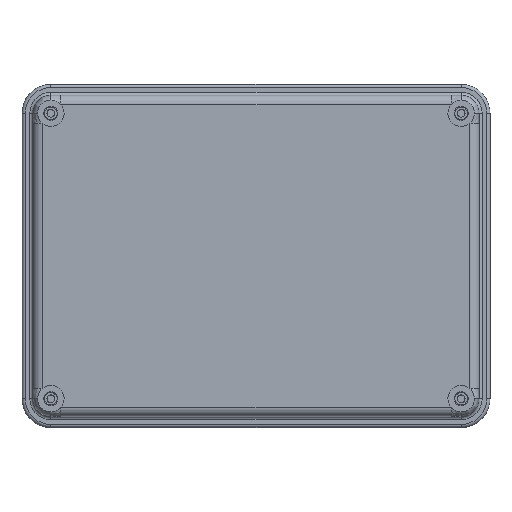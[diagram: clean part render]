
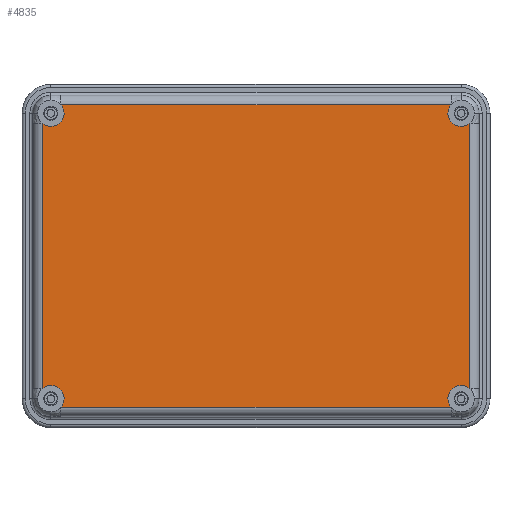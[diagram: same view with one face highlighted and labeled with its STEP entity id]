
A CAD part, top view. The second image highlights one B-rep face of the part: STEP entity #4835.
In plain terms, the highlighted planar face has unit normal (0, 0, 1).
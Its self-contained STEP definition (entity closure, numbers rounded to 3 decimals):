
#20 = EDGE_CURVE ( 'NONE', #813, #7913, #13597, .T. ) ;
#39 = VERTEX_POINT ( 'NONE', #3971 ) ;
#112 = DIRECTION ( 'NONE',  ( 0., 0., 1. ) ) ;
#212 = CARTESIAN_POINT ( 'NONE',  ( -62.51, -48.5, 68.5 ) ) ;
#342 = ORIENTED_EDGE ( 'NONE', *, *, #4446, .F. ) ;
#533 = CIRCLE ( 'NONE', #5208, 4.25 ) ;
#628 = EDGE_CURVE ( 'NONE', #10570, #39, #17716, .T. ) ;
#813 = VERTEX_POINT ( 'NONE', #14378 ) ;
#1249 = VECTOR ( 'NONE', #8236, 1000. ) ;
#1520 = CIRCLE ( 'NONE', #12971, 4.25 ) ;
#1529 = DIRECTION ( 'NONE',  ( -1., 0., 0. ) ) ;
#1729 = DIRECTION ( 'NONE',  ( -1., 0., 0. ) ) ;
#2249 = DIRECTION ( 'NONE',  ( 0., 0., 1. ) ) ;
#2551 = CARTESIAN_POINT ( 'NONE',  ( 68.5, 45.75, 68.5 ) ) ;
#2691 = CARTESIAN_POINT ( 'NONE',  ( -61.5, 45.75, 68.5 ) ) ;
#2895 = CARTESIAN_POINT ( 'NONE',  ( -65.75, 48.5, 68.5 ) ) ;
#3546 = DIRECTION ( 'NONE',  ( 1., 0., 0. ) ) ;
#3795 = PLANE ( 'NONE',  #17818 ) ;
#3921 = CARTESIAN_POINT ( 'NONE',  ( 68.5, -42.51, 68.5 ) ) ;
#3971 = CARTESIAN_POINT ( 'NONE',  ( 68.5, 42.51, 68.5 ) ) ;
#4218 = VERTEX_POINT ( 'NONE', #13145 ) ;
#4303 = CARTESIAN_POINT ( 'NONE',  ( -65.75, 45.75, 68.5 ) ) ;
#4446 = EDGE_CURVE ( 'NONE', #8118, #15002, #5479, .T. ) ;
#4477 = DIRECTION ( 'NONE',  ( 0., 0., 1. ) ) ;
#4781 = EDGE_CURVE ( 'NONE', #7386, #4218, #533, .T. ) ;
#4835 = ADVANCED_FACE ( 'NONE', ( #11263 ), #3795, .F. ) ;
#5078 = AXIS2_PLACEMENT_3D ( 'NONE', #4303, #4477, #1729 ) ;
#5208 = AXIS2_PLACEMENT_3D ( 'NONE', #14545, #16880, #1529 ) ;
#5340 = CARTESIAN_POINT ( 'NONE',  ( 65.75, -45.75, 68.5 ) ) ;
#5438 = CIRCLE ( 'NONE', #15717, 4.25 ) ;
#5479 = CIRCLE ( 'NONE', #11090, 4.25 ) ;
#5491 = DIRECTION ( 'NONE',  ( -1., 0., 0. ) ) ;
#5601 = DIRECTION ( 'NONE',  ( -1., 0., 0. ) ) ;
#5856 = CIRCLE ( 'NONE', #6716, 4.25 ) ;
#5901 = ORIENTED_EDGE ( 'NONE', *, *, #6751, .F. ) ;
#6483 = LINE ( 'NONE', #16133, #6845 ) ;
#6678 = DIRECTION ( 'NONE',  ( 0., 1., 0. ) ) ;
#6716 = AXIS2_PLACEMENT_3D ( 'NONE', #9222, #2249, #14043 ) ;
#6751 = EDGE_CURVE ( 'NONE', #10570, #813, #5856, .T. ) ;
#6759 = CARTESIAN_POINT ( 'NONE',  ( -68.5, 42.51, 68.5 ) ) ;
#6845 = VECTOR ( 'NONE', #3546, 1000. ) ;
#7022 = LINE ( 'NONE', #2895, #11788 ) ;
#7198 = CARTESIAN_POINT ( 'NONE',  ( 62.51, 48.5, 68.5 ) ) ;
#7280 = EDGE_LOOP ( 'NONE', ( #342, #12823, #17570, #12875, #15521, #14162, #5901, #13993, #9918, #15105, #11142, #17806 ) ) ;
#7386 = VERTEX_POINT ( 'NONE', #9376 ) ;
#7494 = VERTEX_POINT ( 'NONE', #212 ) ;
#7913 = VERTEX_POINT ( 'NONE', #15418 ) ;
#8085 = CARTESIAN_POINT ( 'NONE',  ( -65.75, -45.75, 68.5 ) ) ;
#8118 = VERTEX_POINT ( 'NONE', #6759 ) ;
#8149 = CARTESIAN_POINT ( 'NONE',  ( 65.75, 45.75, 68.5 ) ) ;
#8236 = DIRECTION ( 'NONE',  ( 0., -1., 0. ) ) ;
#8905 = AXIS2_PLACEMENT_3D ( 'NONE', #5340, #16556, #16374 ) ;
#9150 = AXIS2_PLACEMENT_3D ( 'NONE', #8085, #18021, #13691 ) ;
#9180 = CIRCLE ( 'NONE', #5078, 4.25 ) ;
#9222 = CARTESIAN_POINT ( 'NONE',  ( 65.75, -45.75, 68.5 ) ) ;
#9376 = CARTESIAN_POINT ( 'NONE',  ( -61.5, -45.75, 68.5 ) ) ;
#9713 = EDGE_CURVE ( 'NONE', #17310, #14364, #7022, .T. ) ;
#9796 = VECTOR ( 'NONE', #6678, 1000. ) ;
#9918 = ORIENTED_EDGE ( 'NONE', *, *, #14213, .F. ) ;
#10202 = CARTESIAN_POINT ( 'NONE',  ( 65.75, 45.75, 68.5 ) ) ;
#10570 = VERTEX_POINT ( 'NONE', #3921 ) ;
#11090 = AXIS2_PLACEMENT_3D ( 'NONE', #12846, #15597, #15421 ) ;
#11095 = CARTESIAN_POINT ( 'NONE',  ( -68.5, -45.75, 68.5 ) ) ;
#11142 = ORIENTED_EDGE ( 'NONE', *, *, #9713, .T. ) ;
#11263 = FACE_OUTER_BOUND ( 'NONE', #7280, .T. ) ;
#11788 = VECTOR ( 'NONE', #12446, 1000. ) ;
#12160 = EDGE_CURVE ( 'NONE', #7494, #7913, #6483, .T. ) ;
#12446 = DIRECTION ( 'NONE',  ( -1., 0., 0. ) ) ;
#12471 = DIRECTION ( 'NONE',  ( 0., 0., 1. ) ) ;
#12823 = ORIENTED_EDGE ( 'NONE', *, *, #18013, .T. ) ;
#12846 = CARTESIAN_POINT ( 'NONE',  ( -65.75, 45.75, 68.5 ) ) ;
#12875 = ORIENTED_EDGE ( 'NONE', *, *, #17644, .F. ) ;
#12971 = AXIS2_PLACEMENT_3D ( 'NONE', #10202, #112, #5601 ) ;
#13145 = CARTESIAN_POINT ( 'NONE',  ( -68.5, -42.51, 68.5 ) ) ;
#13251 = DIRECTION ( 'NONE',  ( 0., 0., -1. ) ) ;
#13517 = CARTESIAN_POINT ( 'NONE',  ( -65.75, -45.75, 68.5 ) ) ;
#13597 = CIRCLE ( 'NONE', #8905, 4.25 ) ;
#13691 = DIRECTION ( 'NONE',  ( -1., 0., 0. ) ) ;
#13993 = ORIENTED_EDGE ( 'NONE', *, *, #628, .T. ) ;
#14043 = DIRECTION ( 'NONE',  ( -1., 0., 0. ) ) ;
#14162 = ORIENTED_EDGE ( 'NONE', *, *, #20, .F. ) ;
#14213 = EDGE_CURVE ( 'NONE', #14675, #39, #5438, .T. ) ;
#14265 = EDGE_CURVE ( 'NONE', #15002, #14364, #9180, .T. ) ;
#14364 = VERTEX_POINT ( 'NONE', #14840 ) ;
#14378 = CARTESIAN_POINT ( 'NONE',  ( 61.5, -45.75, 68.5 ) ) ;
#14545 = CARTESIAN_POINT ( 'NONE',  ( -65.75, -45.75, 68.5 ) ) ;
#14675 = VERTEX_POINT ( 'NONE', #15761 ) ;
#14840 = CARTESIAN_POINT ( 'NONE',  ( -62.51, 48.5, 68.5 ) ) ;
#14867 = LINE ( 'NONE', #11095, #1249 ) ;
#15002 = VERTEX_POINT ( 'NONE', #2691 ) ;
#15105 = ORIENTED_EDGE ( 'NONE', *, *, #17777, .F. ) ;
#15418 = CARTESIAN_POINT ( 'NONE',  ( 62.51, -48.5, 68.5 ) ) ;
#15421 = DIRECTION ( 'NONE',  ( -1., 0., 0. ) ) ;
#15521 = ORIENTED_EDGE ( 'NONE', *, *, #12160, .T. ) ;
#15595 = CIRCLE ( 'NONE', #9150, 4.25 ) ;
#15597 = DIRECTION ( 'NONE',  ( 0., 0., 1. ) ) ;
#15717 = AXIS2_PLACEMENT_3D ( 'NONE', #8149, #12471, #5491 ) ;
#15761 = CARTESIAN_POINT ( 'NONE',  ( 61.5, 45.75, 68.5 ) ) ;
#16133 = CARTESIAN_POINT ( 'NONE',  ( 65.75, -48.5, 68.5 ) ) ;
#16374 = DIRECTION ( 'NONE',  ( -1., 0., 0. ) ) ;
#16376 = DIRECTION ( 'NONE',  ( 0., -1., 0. ) ) ;
#16556 = DIRECTION ( 'NONE',  ( 0., 0., 1. ) ) ;
#16880 = DIRECTION ( 'NONE',  ( 0., 0., 1. ) ) ;
#17310 = VERTEX_POINT ( 'NONE', #7198 ) ;
#17570 = ORIENTED_EDGE ( 'NONE', *, *, #4781, .F. ) ;
#17644 = EDGE_CURVE ( 'NONE', #7494, #7386, #15595, .T. ) ;
#17716 = LINE ( 'NONE', #2551, #9796 ) ;
#17777 = EDGE_CURVE ( 'NONE', #17310, #14675, #1520, .T. ) ;
#17806 = ORIENTED_EDGE ( 'NONE', *, *, #14265, .F. ) ;
#17818 = AXIS2_PLACEMENT_3D ( 'NONE', #13517, #13251, #16376 ) ;
#18013 = EDGE_CURVE ( 'NONE', #8118, #4218, #14867, .T. ) ;
#18021 = DIRECTION ( 'NONE',  ( 0., 0., 1. ) ) ;
